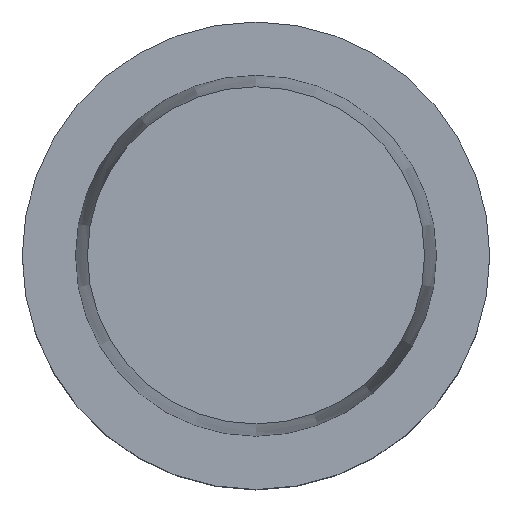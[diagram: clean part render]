
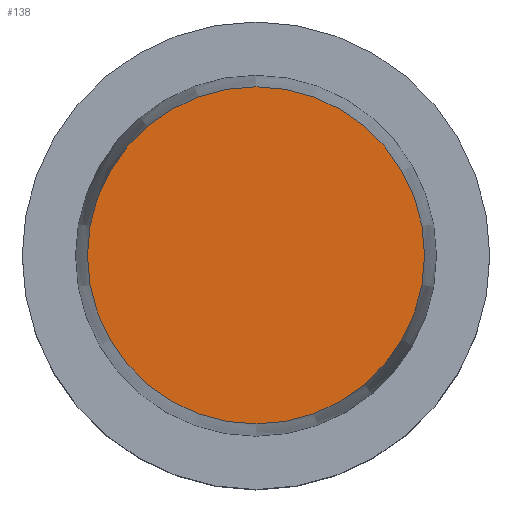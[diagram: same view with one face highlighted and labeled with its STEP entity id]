
A CAD part, top view. The second image highlights one B-rep face of the part: STEP entity #138.
In plain terms, the highlighted planar face has unit normal (0, 0, 1).
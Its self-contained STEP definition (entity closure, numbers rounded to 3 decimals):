
#135=EDGE_CURVE('Unnamed[1]',#285,#285,#286,.T.);
#138=ADVANCED_FACE('Unnamed[1]',(#289),#290,.T.);
#285=VERTEX_POINT('',#462);
#286=CIRCLE('',#463,22.715);
#289=FACE_OUTER_BOUND('',#467,.T.);
#290=PLANE('',#468);
#462=CARTESIAN_POINT('',(0.,22.715,32.0));
#463=AXIS2_PLACEMENT_3D('',#624,#625,#626);
#467=EDGE_LOOP('',(#628));
#468=AXIS2_PLACEMENT_3D('',#629,#630,#631);
#624=CARTESIAN_POINT('',(0.,0.,32.0));
#625=DIRECTION('',(0.,0.,1.0));
#626=DIRECTION('',(0.,1.0,0.));
#628=ORIENTED_EDGE('',*,*,#135,.T.);
#629=CARTESIAN_POINT('',(0.,11.358,32.0));
#630=DIRECTION('',(0.,0.,1.0));
#631=DIRECTION('',(0.,1.0,0.));
